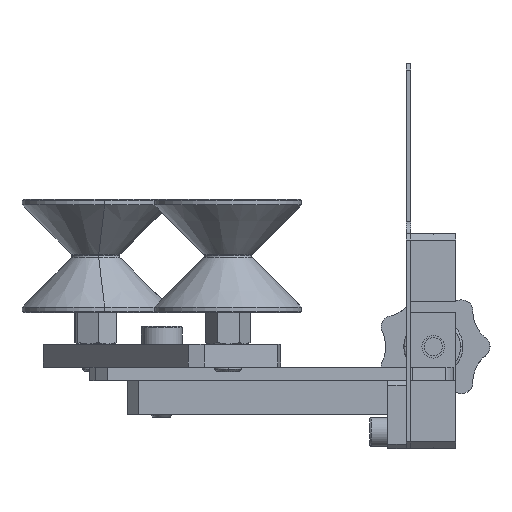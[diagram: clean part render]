
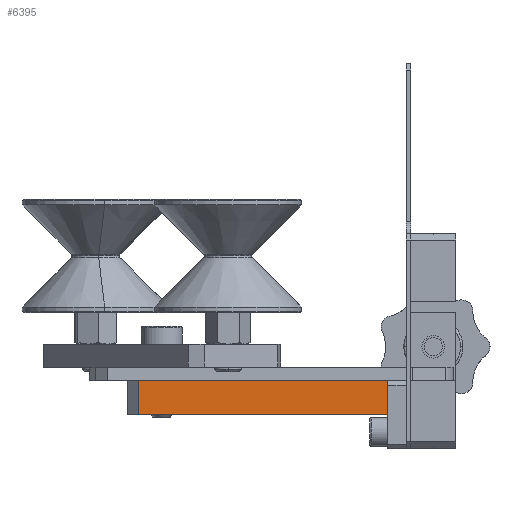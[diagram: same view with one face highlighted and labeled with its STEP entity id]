
A CAD part, left-side view. The second image highlights one B-rep face of the part: STEP entity #6395.
In plain terms, the highlighted planar face has unit normal (-1, 0, 0).
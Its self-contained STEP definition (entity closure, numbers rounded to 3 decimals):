
#429 = AXIS2_PLACEMENT_3D ( 'NONE', #2184, #26374, #33978 ) ;
#1939 = CARTESIAN_POINT ( 'NONE',  ( -212.5, 140., 0. ) ) ;
#2184 = CARTESIAN_POINT ( 'NONE',  ( -212.5, 140., 15. ) ) ;
#2631 = VECTOR ( 'NONE', #44394, 1000. ) ;
#2946 = CARTESIAN_POINT ( 'NONE',  ( -212.5, 30., 15. ) ) ;
#3250 = DIRECTION ( 'NONE',  ( 0., 0., -1. ) ) ;
#3853 = PLANE ( 'NONE',  #429 ) ;
#5277 = VERTEX_POINT ( 'NONE', #1939 ) ;
#6395 = ADVANCED_FACE ( 'NONE', ( #40993 ), #3853, .F. ) ;
#7642 = DIRECTION ( 'NONE',  ( 0., 0., -1. ) ) ;
#8649 = EDGE_CURVE ( 'NONE', #25789, #5277, #36448, .T. ) ;
#8663 = LINE ( 'NONE', #15763, #20266 ) ;
#8931 = VERTEX_POINT ( 'NONE', #49705 ) ;
#10515 = LINE ( 'NONE', #34962, #50632 ) ;
#10769 = ORIENTED_EDGE ( 'NONE', *, *, #8649, .T. ) ;
#15053 = EDGE_CURVE ( 'NONE', #25789, #37676, #10515, .T. ) ;
#15763 = CARTESIAN_POINT ( 'NONE',  ( -212.5, 30., 15. ) ) ;
#17408 = EDGE_CURVE ( 'NONE', #37676, #8931, #8663, .T. ) ;
#20266 = VECTOR ( 'NONE', #3250, 1000. ) ;
#23949 = CARTESIAN_POINT ( 'NONE',  ( -212.5, 140., 15. ) ) ;
#25789 = VERTEX_POINT ( 'NONE', #53107 ) ;
#26374 = DIRECTION ( 'NONE',  ( 1., 0., 0. ) ) ;
#31544 = ORIENTED_EDGE ( 'NONE', *, *, #48629, .T. ) ;
#31720 = LINE ( 'NONE', #32550, #2631 ) ;
#32550 = CARTESIAN_POINT ( 'NONE',  ( -212.5, 140., 0. ) ) ;
#33978 = DIRECTION ( 'NONE',  ( 0., 1., 0. ) ) ;
#34962 = CARTESIAN_POINT ( 'NONE',  ( -212.5, 140., 15. ) ) ;
#36448 = LINE ( 'NONE', #23949, #47680 ) ;
#37676 = VERTEX_POINT ( 'NONE', #2946 ) ;
#40249 = ORIENTED_EDGE ( 'NONE', *, *, #17408, .F. ) ;
#40993 = FACE_OUTER_BOUND ( 'NONE', #52874, .T. ) ;
#44394 = DIRECTION ( 'NONE',  ( 0., -1., 0. ) ) ;
#47319 = DIRECTION ( 'NONE',  ( 0., -1., 0. ) ) ;
#47680 = VECTOR ( 'NONE', #7642, 1000. ) ;
#48629 = EDGE_CURVE ( 'NONE', #5277, #8931, #31720, .T. ) ;
#49493 = ORIENTED_EDGE ( 'NONE', *, *, #15053, .F. ) ;
#49705 = CARTESIAN_POINT ( 'NONE',  ( -212.5, 30., 0. ) ) ;
#50632 = VECTOR ( 'NONE', #47319, 1000. ) ;
#52874 = EDGE_LOOP ( 'NONE', ( #31544, #40249, #49493, #10769 ) ) ;
#53107 = CARTESIAN_POINT ( 'NONE',  ( -212.5, 140., 15. ) ) ;
